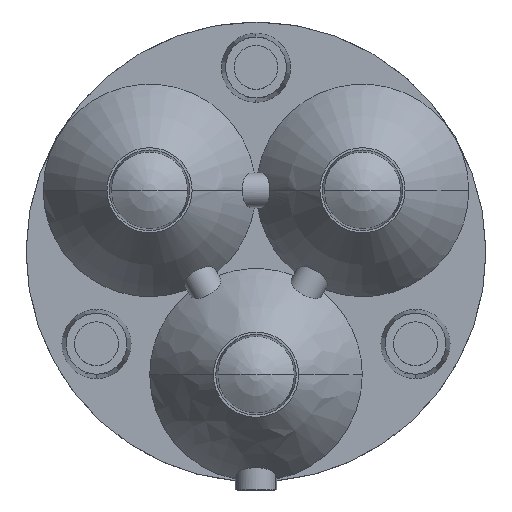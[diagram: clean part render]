
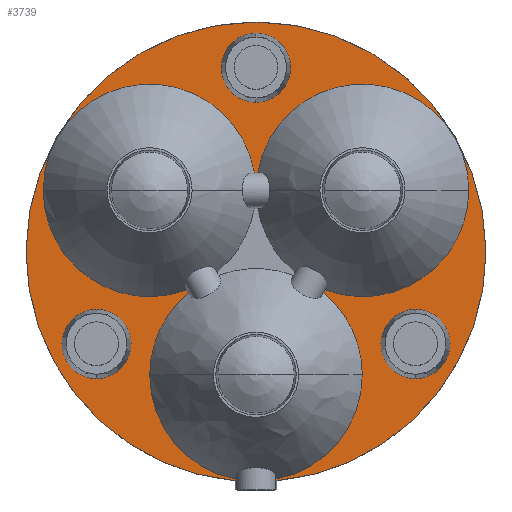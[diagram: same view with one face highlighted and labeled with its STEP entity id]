
A CAD part, top view. The second image highlights one B-rep face of the part: STEP entity #3739.
In plain terms, the highlighted planar face has unit normal (0, 0, 1).
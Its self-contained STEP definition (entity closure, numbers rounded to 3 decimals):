
#100=CARTESIAN_POINT('',(6.928,1.341,0.701));
#101=DIRECTION('',(0.,0.,-1.));
#102=DIRECTION('',(0.,-1.,0.));
#103=AXIS2_PLACEMENT_3D('',#100,#101,#102);
#105=CARTESIAN_POINT('',(6.928,1.341,0.701));
#106=DIRECTION('',(0.,0.,-1.));
#107=DIRECTION('',(0.,1.,0.));
#108=AXIS2_PLACEMENT_3D('',#105,#106,#107);
#110=CARTESIAN_POINT('',(-6.928,1.341,0.701));
#111=DIRECTION('',(0.,0.,-1.));
#112=DIRECTION('',(0.,-1.,0.));
#113=AXIS2_PLACEMENT_3D('',#110,#111,#112);
#115=CARTESIAN_POINT('',(-6.928,1.341,0.701));
#116=DIRECTION('',(0.,0.,-1.));
#117=DIRECTION('',(0.,1.,0.));
#118=AXIS2_PLACEMENT_3D('',#115,#116,#117);
#120=CARTESIAN_POINT('',(0.,13.341,0.701));
#121=DIRECTION('',(0.,0.,-1.));
#122=DIRECTION('',(0.,-1.,0.));
#123=AXIS2_PLACEMENT_3D('',#120,#121,#122);
#125=CARTESIAN_POINT('',(0.,13.341,0.701));
#126=DIRECTION('',(0.,0.,-1.));
#127=DIRECTION('',(0.,1.,0.));
#128=AXIS2_PLACEMENT_3D('',#125,#126,#127);
#130=DIRECTION('',(0.5,0.866,0.));
#131=VECTOR('',#130,0.142);
#132=CARTESIAN_POINT('',(2.926,3.569,0.701));
#133=LINE('',#132,#131);
#134=CARTESIAN_POINT('',(4.625,8.011,0.701));
#135=DIRECTION('',(0.,0.,-1.));
#136=DIRECTION('',(-0.987,0.163,0.));
#137=AXIS2_PLACEMENT_3D('',#134,#135,#136);
#139=DIRECTION('',(-1.,0.,0.));
#140=VECTOR('',#139,0.142);
#141=CARTESIAN_POINT('',(0.071,8.761,0.701));
#142=LINE('',#141,#140);
#143=CARTESIAN_POINT('',(-4.625,8.011,0.701));
#144=DIRECTION('',(0.,0.,1.));
#145=DIRECTION('',(0.987,0.163,0.));
#146=AXIS2_PLACEMENT_3D('',#143,#144,#145);
#148=DIRECTION('',(0.5,-0.866,0.));
#149=VECTOR('',#148,0.142);
#150=CARTESIAN_POINT('',(-2.998,3.692,0.701));
#151=LINE('',#150,#149);
#152=CARTESIAN_POINT('',(0.,0.,0.701));
#153=DIRECTION('',(0.,0.,-1.));
#154=DIRECTION('',(-0.195,-0.981,0.));
#155=AXIS2_PLACEMENT_3D('',#152,#153,#154);
#157=DIRECTION('',(0.,-1.,0.));
#158=VECTOR('',#157,0.078);
#159=CARTESIAN_POINT('',(-0.9,-4.527,0.701));
#160=LINE('',#159,#158);
#161=DIRECTION('',(0.,-1.,0.));
#162=VECTOR('',#161,0.078);
#163=CARTESIAN_POINT('',(0.9,-4.527,0.701));
#164=LINE('',#163,#162);
#165=CARTESIAN_POINT('',(0.,0.,0.701));
#166=DIRECTION('',(0.,0.,-1.));
#167=DIRECTION('',(1.,0.,0.));
#168=AXIS2_PLACEMENT_3D('',#165,#166,#167);
#353=CARTESIAN_POINT('',(0.,0.,0.701));
#354=DIRECTION('',(0.,0.,-1.));
#355=DIRECTION('',(0.634,0.773,0.));
#356=AXIS2_PLACEMENT_3D('',#353,#354,#355);
#358=CARTESIAN_POINT('',(4.615,0.,0.701));
#365=CARTESIAN_POINT('',(-4.615,0.,0.701));
#372=CARTESIAN_POINT('',(0.,0.,0.701));
#373=DIRECTION('',(0.,0.,-1.));
#374=DIRECTION('',(-1.,0.,0.));
#375=AXIS2_PLACEMENT_3D('',#372,#373,#374);
#449=CARTESIAN_POINT('',(4.625,8.011,0.701));
#450=DIRECTION('',(0.,0.,-1.));
#451=DIRECTION('',(1.,0.,0.));
#452=AXIS2_PLACEMENT_3D('',#449,#450,#451);
#535=CARTESIAN_POINT('',(-4.625,8.011,0.701));
#536=DIRECTION('',(0.,0.,-1.));
#537=DIRECTION('',(0.353,-0.936,0.));
#538=AXIS2_PLACEMENT_3D('',#535,#536,#537);
#578=CARTESIAN_POINT('',(-9.24,8.011,0.701));
#602=CARTESIAN_POINT('',(9.24,8.011,0.701));
#771=CARTESIAN_POINT('',(0.,5.341,0.701));
#772=DIRECTION('',(0.,0.,1.));
#773=DIRECTION('',(-1.,0.,0.));
#774=AXIS2_PLACEMENT_3D('',#771,#772,#773);
#776=CARTESIAN_POINT('',(0.,5.341,0.701));
#777=DIRECTION('',(0.,0.,1.));
#778=DIRECTION('',(0.09,-0.996,0.));
#779=AXIS2_PLACEMENT_3D('',#776,#777,#778);
#2909=CARTESIAN_POINT('',(0.,5.341,
0.701));
#2910=DIRECTION('',(0.,0.,1.));
#2911=DIRECTION('',(1.,0.,0.));
#2912=AXIS2_PLACEMENT_3D('',#2909,#2910,#2911);
#3230=CARTESIAN_POINT('',(6.928,-0.159,0.701));
#3232=VERTEX_POINT('',#3230);
#3234=CARTESIAN_POINT('',(6.928,2.841,0.701));
#3236=VERTEX_POINT('',#3234);
#3238=CARTESIAN_POINT('',(-6.928,-0.159,0.701));
#3240=VERTEX_POINT('',#3238);
#3242=CARTESIAN_POINT('',(-6.928,2.841,0.701));
#3244=VERTEX_POINT('',#3242);
#3246=CARTESIAN_POINT('',(0.,11.841,0.701));
#3248=VERTEX_POINT('',#3246);
#3250=CARTESIAN_POINT('',(0.,14.841,0.701));
#3252=VERTEX_POINT('',#3250);
#3262=CARTESIAN_POINT('',(-0.9,-4.604,0.701));
#3263=VERTEX_POINT('',#3262);
#3268=CARTESIAN_POINT('',(0.9,-4.604,0.701));
#3269=VERTEX_POINT('',#3268);
#3283=VERTEX_POINT('',#358);
#3284=VERTEX_POINT('',#365);
#3285=CARTESIAN_POINT('',(-0.9,-4.527,0.701));
#3286=VERTEX_POINT('',#3285);
#3287=CARTESIAN_POINT('',(0.9,-4.527,0.701));
#3288=VERTEX_POINT('',#3287);
#3315=VERTEX_POINT('',#602);
#3316=VERTEX_POINT('',#578);
#3341=CARTESIAN_POINT('',(2.926,3.569,0.701));
#3342=CARTESIAN_POINT('',(2.998,3.692,0.701));
#3343=VERTEX_POINT('',#3341);
#3344=VERTEX_POINT('',#3342);
#3345=CARTESIAN_POINT('',(0.071,8.761,0.701));
#3346=CARTESIAN_POINT('',(-0.071,8.761,0.701));
#3347=VERTEX_POINT('',#3345);
#3348=VERTEX_POINT('',#3346);
#3349=CARTESIAN_POINT('',(-2.998,3.692,0.701));
#3350=CARTESIAN_POINT('',(-2.926,3.569,0.701));
#3351=VERTEX_POINT('',#3349);
#3352=VERTEX_POINT('',#3350);
#3385=CARTESIAN_POINT('',(9.986,5.341,0.701));
#3386=CARTESIAN_POINT('',(-9.985,5.341,
0.701));
#3387=VERTEX_POINT('',#3385);
#3388=VERTEX_POINT('',#3386);
#3686=CARTESIAN_POINT('',(0.,0.,0.701));
#3687=DIRECTION('',(0.,0.,-1.));
#3688=DIRECTION('',(-1.,0.,0.));
#3689=AXIS2_PLACEMENT_3D('',#3686,#3687,#3688);
#3690=PLANE('',#3689);
#3692=ORIENTED_EDGE('',*,*,#3691,.T.);
#3694=ORIENTED_EDGE('',*,*,#3693,.F.);
#3696=ORIENTED_EDGE('',*,*,#3695,.F.);
#3698=ORIENTED_EDGE('',*,*,#3697,.T.);
#3700=ORIENTED_EDGE('',*,*,#3699,.T.);
#3702=ORIENTED_EDGE('',*,*,#3701,.F.);
#3704=ORIENTED_EDGE('',*,*,#3703,.T.);
#3706=ORIENTED_EDGE('',*,*,#3705,.F.);
#3707=ORIENTED_EDGE('',*,*,#3564,.F.);
#3708=ORIENTED_EDGE('',*,*,#3588,.T.);
#3710=ORIENTED_EDGE('',*,*,#3709,.F.);
#3712=ORIENTED_EDGE('',*,*,#3711,.F.);
#3714=ORIENTED_EDGE('',*,*,#3713,.F.);
#3715=ORIENTED_EDGE('',*,*,#3679,.F.);
#3716=ORIENTED_EDGE('',*,*,#3572,.F.);
#3718=ORIENTED_EDGE('',*,*,#3717,.F.);
#3719=EDGE_LOOP('',(#3692,#3694,#3696,#3698,#3700,#3702,#3704,#3706,#3707,#3708,
#3710,#3712,#3714,#3715,#3716,#3718));
#3720=FACE_OUTER_BOUND('',#3719,.F.);
#3722=ORIENTED_EDGE('',*,*,#3721,.F.);
#3724=ORIENTED_EDGE('',*,*,#3723,.F.);
#3725=EDGE_LOOP('',(#3722,#3724));
#3726=FACE_BOUND('',#3725,.F.);
#3728=ORIENTED_EDGE('',*,*,#3727,.F.);
#3730=ORIENTED_EDGE('',*,*,#3729,.F.);
#3731=EDGE_LOOP('',(#3728,#3730));
#3732=FACE_BOUND('',#3731,.F.);
#3734=ORIENTED_EDGE('',*,*,#3733,.F.);
#3736=ORIENTED_EDGE('',*,*,#3735,.F.);
#3737=EDGE_LOOP('',(#3734,#3736));
#3738=FACE_BOUND('',#3737,.F.);
#3739=ADVANCED_FACE('',(#3720,#3726,#3732,#3738),#3690,.F.);
#104=CIRCLE('',#103,1.5);
#109=CIRCLE('',#108,1.5);
#114=CIRCLE('',#113,1.5);
#119=CIRCLE('',#118,1.5);
#124=CIRCLE('',#123,1.5);
#129=CIRCLE('',#128,1.5);
#138=CIRCLE('',#137,4.615);
#147=CIRCLE('',#146,4.615);
#156=CIRCLE('',#155,4.615);
#169=CIRCLE('',#168,4.615);
#357=CIRCLE('',#356,4.615);
#376=CIRCLE('',#375,4.615);
#453=CIRCLE('',#452,4.615);
#539=CIRCLE('',#538,4.615);
#775=CIRCLE('',#774,9.986);
#780=CIRCLE('',#779,9.986);
#2913=CIRCLE('',#2912,9.986);
#3564=EDGE_CURVE('',#3286,#3284,#156,.T.);
#3572=EDGE_CURVE('',#3283,#3288,#169,.T.);
#3588=EDGE_CURVE('',#3286,#3263,#160,.T.);
#3679=EDGE_CURVE('',#3288,#3269,#164,.T.);
#3691=EDGE_CURVE('',#3343,#3344,#133,.T.);
#3693=EDGE_CURVE('',#3315,#3344,#453,.T.);
#3695=EDGE_CURVE('',#3347,#3315,#138,.T.);
#3697=EDGE_CURVE('',#3347,#3348,#142,.T.);
#3699=EDGE_CURVE('',#3348,#3316,#147,.T.);
#3701=EDGE_CURVE('',#3351,#3316,#539,.T.);
#3703=EDGE_CURVE('',#3351,#3352,#151,.T.);
#3705=EDGE_CURVE('',#3284,#3352,#376,.T.);
#3709=EDGE_CURVE('',#3388,#3263,#775,.T.);
#3711=EDGE_CURVE('',#3387,#3388,#2913,.T.);
#3713=EDGE_CURVE('',#3269,#3387,#780,.T.);
#3717=EDGE_CURVE('',#3343,#3283,#357,.T.);
#3721=EDGE_CURVE('',#3232,#3236,#104,.T.);
#3723=EDGE_CURVE('',#3236,#3232,#109,.T.);
#3727=EDGE_CURVE('',#3240,#3244,#114,.T.);
#3729=EDGE_CURVE('',#3244,#3240,#119,.T.);
#3733=EDGE_CURVE('',#3248,#3252,#124,.T.);
#3735=EDGE_CURVE('',#3252,#3248,#129,.T.);
